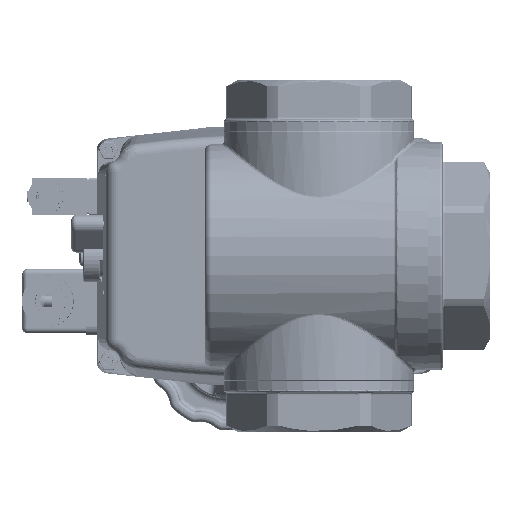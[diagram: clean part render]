
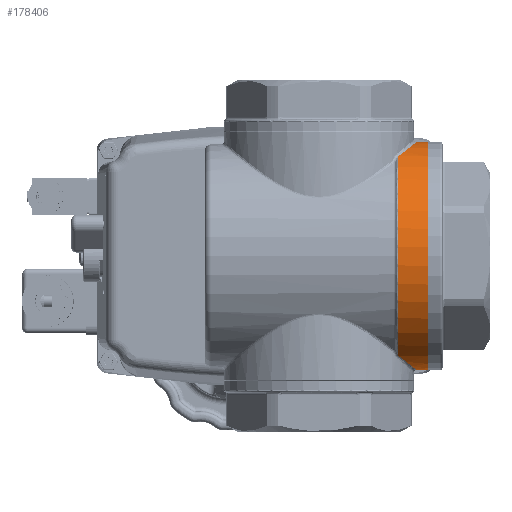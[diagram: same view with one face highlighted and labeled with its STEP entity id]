
A CAD part, front view. The second image highlights one B-rep face of the part: STEP entity #178406.
In plain terms, the highlighted cylindrical face has radius 48 mm (diameter 96 mm), a full revolution.
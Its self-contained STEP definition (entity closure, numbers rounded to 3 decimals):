
#43887 = AXIS2_PLACEMENT_3D ( 'NONE', #56005, #56043, #56046 ) ;
#55995 = FACE_OUTER_BOUND ( 'NONE', #63722, .T. ) ;
#55998 = CYLINDRICAL_SURFACE ( 'NONE', #43887, 48. ) ;
#56001 = FACE_OUTER_BOUND ( 'NONE', #63490, .T. ) ;
#56005 = CARTESIAN_POINT ( 'NONE',  ( 46., 0., 0. ) ) ;
#56043 = DIRECTION ( 'NONE',  ( -1., 0., 0. ) ) ;
#56046 = DIRECTION ( 'NONE',  ( 0., 0., 1. ) ) ;
#63490 = EDGE_LOOP ( 'NONE', ( #135800, #135798, #135786, #135796 ) ) ;
#63722 = EDGE_LOOP ( 'NONE', ( #135803 ) ) ;
#94322 = CARTESIAN_POINT ( 'NONE',  ( 33.414, 23.274, 41.98 ) ) ;
#94394 = CARTESIAN_POINT ( 'NONE',  ( 33.414, -23.274, 41.98 ) ) ;
#94411 = CARTESIAN_POINT ( 'NONE',  ( 33.414, -23.274, -41.98 ) ) ;
#94414 = CARTESIAN_POINT ( 'NONE',  ( 33.414, 23.274, -41.98 ) ) ;
#99799 = CIRCLE ( 'NONE', #99832, 48. ) ;
#99832 = AXIS2_PLACEMENT_3D ( 'NONE', #123727, #123729, #123731 ) ;
#99842 = CIRCLE ( 'NONE', #99848, 48. ) ;
#99848 = AXIS2_PLACEMENT_3D ( 'NONE', #123792, #123794, #123795 ) ;
#99860 = CIRCLE ( 'NONE', #99863, 48. ) ;
#99863 = AXIS2_PLACEMENT_3D ( 'NONE', #123855, #123857, #123859 ) ;
#100905 = VERTEX_POINT ( 'NONE', #100914 ) ;
#100914 = CARTESIAN_POINT ( 'NONE',  ( 45.8, 0., -48. ) ) ;
#123726 = CARTESIAN_POINT ( 'NONE',  ( 33.994, 22.476, 42.423 ) ) ;
#123727 = CARTESIAN_POINT ( 'NONE',  ( 45.8, 0., 0. ) ) ;
#123729 = DIRECTION ( 'NONE',  ( -1., 0., 0. ) ) ;
#123731 = DIRECTION ( 'NONE',  ( 0., 0., -1. ) ) ;
#123737 = CARTESIAN_POINT ( 'NONE',  ( 34.546, 21.653, 42.849 ) ) ;
#123738 = CARTESIAN_POINT ( 'NONE',  ( 33.414, 23.274, 41.98 ) ) ;
#123742 = CARTESIAN_POINT ( 'NONE',  ( 35.591, 19.963, 43.662 ) ) ;
#123744 = CARTESIAN_POINT ( 'NONE',  ( 36.085, 19.094, 44.049 ) ) ;
#123746 = CARTESIAN_POINT ( 'NONE',  ( 37.011, 17.309, 44.781 ) ) ;
#123748 = CARTESIAN_POINT ( 'NONE',  ( 37.444, 16.392, 45.125 ) ) ;
#123750 = CARTESIAN_POINT ( 'NONE',  ( 38.046, 14.977, 45.606 ) ) ;
#123751 = CARTESIAN_POINT ( 'NONE',  ( 38.239, 14.499, 45.761 ) ) ;
#123752 = CARTESIAN_POINT ( 'NONE',  ( 38.608, 13.529, 46.057 ) ) ;
#123754 = CARTESIAN_POINT ( 'NONE',  ( 38.784, 13.035, 46.199 ) ) ;
#123755 = CARTESIAN_POINT ( 'NONE',  ( 39.615, 10.557, 46.87 ) ) ;
#123756 = CARTESIAN_POINT ( 'NONE',  ( 40.124, 8.524, 47.284 ) ) ;
#123758 = CARTESIAN_POINT ( 'NONE',  ( 40.643, 5.394, 47.708 ) ) ;
#123759 = CARTESIAN_POINT ( 'NONE',  ( 40.775, 4.338, 47.816 ) ) ;
#123760 = CARTESIAN_POINT ( 'NONE',  ( 40.953, 2.196, 47.962 ) ) ;
#123762 = CARTESIAN_POINT ( 'NONE',  ( 40.999, 1.108, 47.999 ) ) ;
#123763 = CARTESIAN_POINT ( 'NONE',  ( 41.002, -2.126, 48.001 ) ) ;
#123764 = CARTESIAN_POINT ( 'NONE',  ( 40.827, -4.266, 47.858 ) ) ;
#123765 = CARTESIAN_POINT ( 'NONE',  ( 40.129, -8.509, 47.288 ) ) ;
#123767 = CARTESIAN_POINT ( 'NONE',  ( 39.617, -10.547, 46.871 ) ) ;
#123769 = CARTESIAN_POINT ( 'NONE',  ( 38.631, -13.494, 46.075 ) ) ;
#123771 = CARTESIAN_POINT ( 'NONE',  ( 38.266, -14.458, 45.782 ) ) ;
#123773 = CARTESIAN_POINT ( 'NONE',  ( 37.463, -16.35, 45.141 ) ) ;
#123775 = CARTESIAN_POINT ( 'NONE',  ( 37.025, -17.281, 44.792 ) ) ;
#123777 = CARTESIAN_POINT ( 'NONE',  ( 35.625, -19.982, 43.686 ) ) ;
#123778 = CARTESIAN_POINT ( 'NONE',  ( 34.574, -21.676, 42.866 ) ) ;
#123780 = CARTESIAN_POINT ( 'NONE',  ( 33.414, -23.274, 41.98 ) ) ;
#123789 = CARTESIAN_POINT ( 'NONE',  ( 33.994, -22.476, -42.423 ) ) ;
#123791 = CARTESIAN_POINT ( 'NONE',  ( 34.546, -21.653, -42.849 ) ) ;
#123792 = CARTESIAN_POINT ( 'NONE',  ( 33.414, 0., 0. ) ) ;
#123794 = DIRECTION ( 'NONE',  ( 1., 0., 0. ) ) ;
#123795 = DIRECTION ( 'NONE',  ( 0., 0., 1. ) ) ;
#123799 = CARTESIAN_POINT ( 'NONE',  ( 33.414, -23.274, -41.98 ) ) ;
#123802 = CARTESIAN_POINT ( 'NONE',  ( 35.591, -19.963, -43.662 ) ) ;
#123804 = CARTESIAN_POINT ( 'NONE',  ( 36.085, -19.094, -44.049 ) ) ;
#123806 = CARTESIAN_POINT ( 'NONE',  ( 37.011, -17.309, -44.781 ) ) ;
#123808 = CARTESIAN_POINT ( 'NONE',  ( 37.444, -16.392, -45.125 ) ) ;
#123810 = CARTESIAN_POINT ( 'NONE',  ( 38.046, -14.977, -45.606 ) ) ;
#123812 = CARTESIAN_POINT ( 'NONE',  ( 38.239, -14.499, -45.761 ) ) ;
#123813 = CARTESIAN_POINT ( 'NONE',  ( 38.608, -13.529, -46.057 ) ) ;
#123815 = CARTESIAN_POINT ( 'NONE',  ( 38.784, -13.035, -46.199 ) ) ;
#123817 = CARTESIAN_POINT ( 'NONE',  ( 39.615, -10.557, -46.87 ) ) ;
#123819 = CARTESIAN_POINT ( 'NONE',  ( 40.124, -8.524, -47.284 ) ) ;
#123821 = CARTESIAN_POINT ( 'NONE',  ( 40.643, -5.394, -47.708 ) ) ;
#123823 = CARTESIAN_POINT ( 'NONE',  ( 40.775, -4.338, -47.816 ) ) ;
#123825 = CARTESIAN_POINT ( 'NONE',  ( 40.953, -2.196, -47.962 ) ) ;
#123826 = CARTESIAN_POINT ( 'NONE',  ( 40.999, -1.108, -47.999 ) ) ;
#123827 = CARTESIAN_POINT ( 'NONE',  ( 41.002, 2.126, -48.001 ) ) ;
#123829 = CARTESIAN_POINT ( 'NONE',  ( 40.827, 4.266, -47.858 ) ) ;
#123830 = CARTESIAN_POINT ( 'NONE',  ( 40.129, 8.509, -47.288 ) ) ;
#123831 = CARTESIAN_POINT ( 'NONE',  ( 39.617, 10.547, -46.871 ) ) ;
#123833 = CARTESIAN_POINT ( 'NONE',  ( 38.631, 13.494, -46.075 ) ) ;
#123834 = CARTESIAN_POINT ( 'NONE',  ( 38.266, 14.458, -45.782 ) ) ;
#123835 = CARTESIAN_POINT ( 'NONE',  ( 37.463, 16.35, -45.141 ) ) ;
#123837 = CARTESIAN_POINT ( 'NONE',  ( 37.025, 17.281, -44.792 ) ) ;
#123838 = CARTESIAN_POINT ( 'NONE',  ( 35.625, 19.982, -43.686 ) ) ;
#123839 = CARTESIAN_POINT ( 'NONE',  ( 34.574, 21.676, -42.866 ) ) ;
#123840 = CARTESIAN_POINT ( 'NONE',  ( 33.414, 23.274, -41.98 ) ) ;
#123855 = CARTESIAN_POINT ( 'NONE',  ( 33.414, 0., 0. ) ) ;
#123857 = DIRECTION ( 'NONE',  ( 1., 0., 0. ) ) ;
#123859 = DIRECTION ( 'NONE',  ( 0., 0., 1. ) ) ;
#135786 = ORIENTED_EDGE ( 'NONE', *, *, #181523, .T. ) ;
#135796 = ORIENTED_EDGE ( 'NONE', *, *, #181532, .T. ) ;
#135798 = ORIENTED_EDGE ( 'NONE', *, *, #181516, .T. ) ;
#135800 = ORIENTED_EDGE ( 'NONE', *, *, #181508, .T. ) ;
#135803 = ORIENTED_EDGE ( 'NONE', *, *, #181500, .T. ) ;
#150564 = B_SPLINE_CURVE_WITH_KNOTS ( 'NONE', 3,
 ( #123738, #123726, #123737, #123742, #123744, #123746, #123748, #123750, #123751, #123752, #123754, #123755, #123756, #123758, #123759, #123760, #123762, #123763, #123764, #123765, #123767, #123769, #123771, #123773, #123775, #123777, #123778, #123780 ),
 .UNSPECIFIED., .F., .F.,
 ( 4, 2, 2, 2, 2, 2, 2, 2, 2, 2, 2, 2, 2, 4 ),
 ( 0., 0.003, 0.006, 0.01, 0.011, 0.013, 0.019, 0.023, 0.026, 0.032, 0.039, 0.042, 0.045, 0.052 ),
 .UNSPECIFIED. ) ;
#150568 = B_SPLINE_CURVE_WITH_KNOTS ( 'NONE', 3,
 ( #123799, #123789, #123791, #123802, #123804, #123806, #123808, #123810, #123812, #123813, #123815, #123817, #123819, #123821, #123823, #123825, #123826, #123827, #123829, #123830, #123831, #123833, #123834, #123835, #123837, #123838, #123839, #123840 ),
 .UNSPECIFIED., .F., .F.,
 ( 4, 2, 2, 2, 2, 2, 2, 2, 2, 2, 2, 2, 2, 4 ),
 ( 0., 0.003, 0.006, 0.01, 0.011, 0.013, 0.019, 0.023, 0.026, 0.032, 0.039, 0.042, 0.045, 0.052 ),
 .UNSPECIFIED. ) ;
#178406 = ADVANCED_FACE ( 'NONE', ( #55995, #56001 ), #55998, .T. ) ;
#181500 = EDGE_CURVE ( 'NONE', #100905, #100905, #99799, .T. ) ;
#181508 = EDGE_CURVE ( 'NONE', #218890, #218982, #150564, .T. ) ;
#181516 = EDGE_CURVE ( 'NONE', #218982, #219003, #99842, .T. ) ;
#181523 = EDGE_CURVE ( 'NONE', #219003, #219006, #150568, .T. ) ;
#181532 = EDGE_CURVE ( 'NONE', #219006, #218890, #99860, .T. ) ;
#218890 = VERTEX_POINT ( 'NONE', #94322 ) ;
#218982 = VERTEX_POINT ( 'NONE', #94394 ) ;
#219003 = VERTEX_POINT ( 'NONE', #94411 ) ;
#219006 = VERTEX_POINT ( 'NONE', #94414 ) ;
